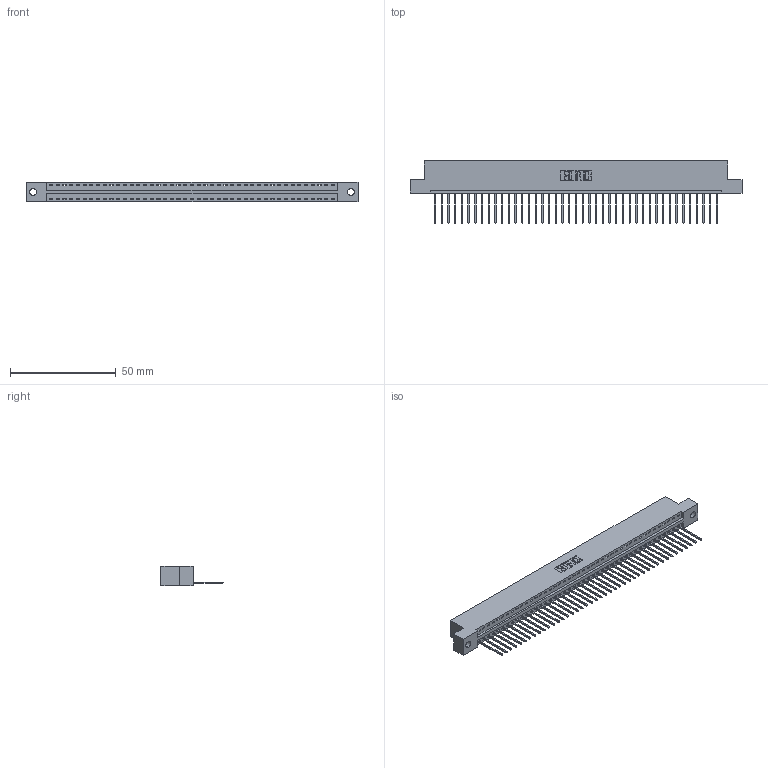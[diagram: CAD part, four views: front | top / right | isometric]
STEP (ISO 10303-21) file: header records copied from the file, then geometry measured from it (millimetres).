
FILE_DESCRIPTION (( 'STEP AP203' ), '1' );
FILE_NAME ('396-043-540-102.STEP', '2019-10-27T22:53:33', ( '' ), ( '' ), 'SwSTEP 2.0', 'SolidWorks 2016', '' );
FILE_SCHEMA (( 'CONFIG_CONTROL_DESIGN' ));
Length unit declared in the file: inch
Products named in the file (3): 345-292-001_345-293-140; 346 Part_Flush Mounting Lugs - 0.128 Dia; 396-043-540-102
Assembly tree (44 placements, depth 2):
  396-043-540-102
    346 Part_Flush Mounting Lugs - 0.128 Dia
    345-292-001_345-293-140  x43
Bounding box: 157.1 x 29.46 x 9.4 mm (x, y, z)
Volume: 15066.3 mm3; surface area: 18995.6 mm2
Topology: 44 solids, 44 shells, 2616 faces, 7897 edges, 5206 vertices
Faces by surface type: plane 1796, cylinder 820
Entity records: 26573 total; most frequent: CARTESIAN_POINT 4561, ORIENTED_EDGE 4538, DIRECTION 4023, EDGE_CURVE 2269, LINE 1965, VECTOR 1965, VERTEX_POINT 1510, AXIS2_PLACEMENT_3D 1029
